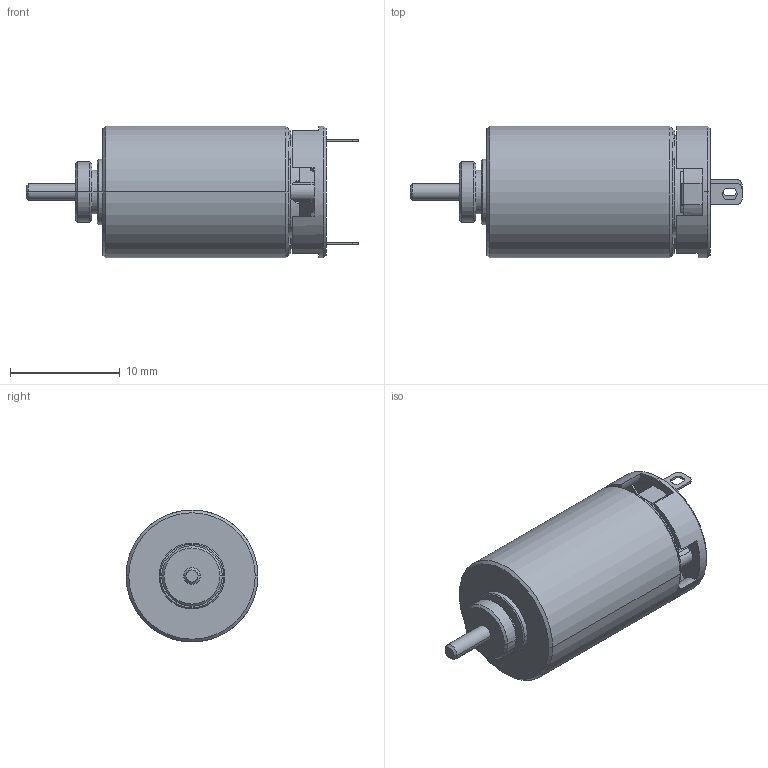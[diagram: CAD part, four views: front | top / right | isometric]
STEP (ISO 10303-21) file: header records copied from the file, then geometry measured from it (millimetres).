
FILE_DESCRIPTION((''),'2;1');
FILE_NAME('12GS_ASM','2015-11-27T',('vinayak.bharmal'),(''),'PRO/ENGINEER BY PARAMETRIC TECHNOLOGY CORPORATION, 2014310','PRO/ENGINEER BY PARAMETRIC TECHNOLOGY CORPORATION, 2014310','');
FILE_SCHEMA(('CONFIG_CONTROL_DESIGN'));
Length unit declared in the file: millimetre
Products named in the file (1): 12GS_ASM
Bounding box: 30.2 x 12 x 12 mm (x, y, z)
Volume: 2213.2 mm3; surface area: 1513.1 mm2
Topology: 1 solids, 2 shells, 272 faces, 693 edges, 435 vertices
Faces by surface type: plane 151, cylinder 80, cone 33, bspline 8
Entity records: 8683 total; most frequent: CARTESIAN_POINT 1950, DIRECTION 1428, ORIENTED_EDGE 1386, EDGE_CURVE 693, AXIS2_PLACEMENT_3D 522, VERTEX_POINT 435, VECTOR 384, LINE 384
